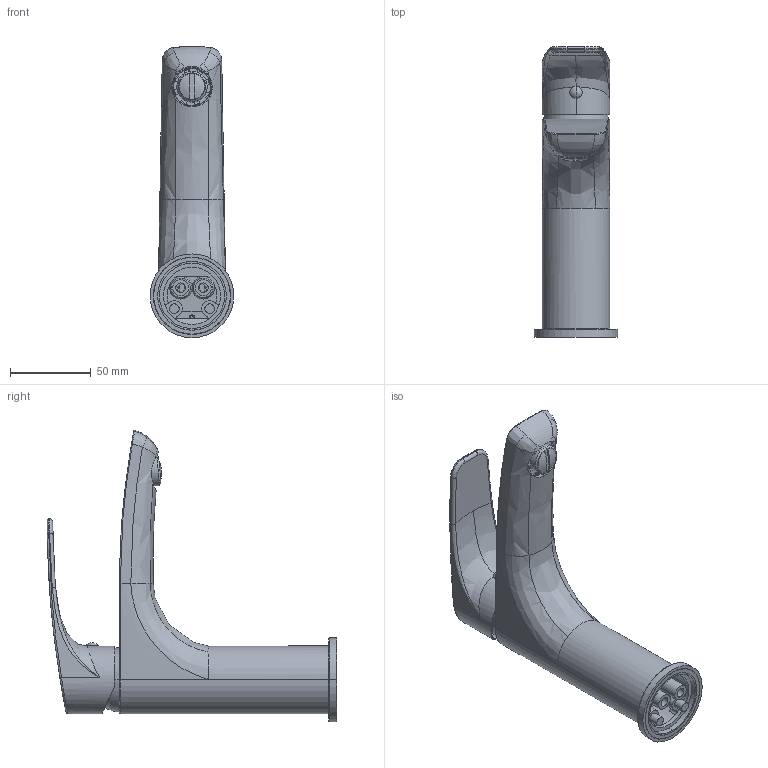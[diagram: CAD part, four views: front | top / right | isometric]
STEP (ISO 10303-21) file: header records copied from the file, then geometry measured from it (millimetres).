
FILE_DESCRIPTION((''),'2;1');
FILE_NAME('LM071CR','2021-11-29T13:52:46',('ut3'),('PAFFONI SpA'),'CREO PARAMETRIC BY PTC INC, 2020044','CREO PARAMETRIC BY PTC INC, 2020044','');
FILE_SCHEMA(('CONFIG_CONTROL_DESIGN','SHAPE_APPEARANCE_LAYERS_GROUPS'));
Length unit declared in the file: millimetre
Products named in the file (1): LM071CR
Bounding box: 52 x 180 x 180.88 mm (x, y, z)
Volume: 160602.6 mm3; surface area: 118755.4 mm2
Topology: 2 solids, 2 shells, 1227 faces, 3204 edges, 2002 vertices
Faces by surface type: plane 526, cylinder 416, bspline 103, cone 88, torus 75, sphere 18, revolution 1
Entity records: 57002 total; most frequent: CARTESIAN_POINT 18955, ORIENTED_EDGE 6384, DIRECTION 6194, EDGE_CURVE 3192, AXIS2_PLACEMENT_3D 2336, VERTEX_POINT 2002, VECTOR 1521, LINE 1521
